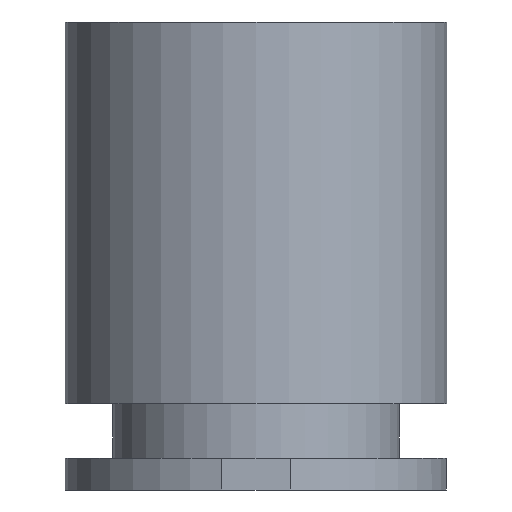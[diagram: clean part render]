
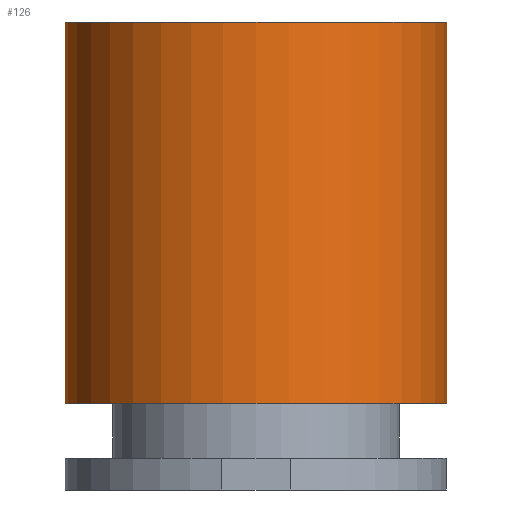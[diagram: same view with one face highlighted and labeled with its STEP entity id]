
A CAD part, front view. The second image highlights one B-rep face of the part: STEP entity #126.
In plain terms, the highlighted cylindrical face has radius 2.1 mm (diameter 4.2 mm), a partial arc.
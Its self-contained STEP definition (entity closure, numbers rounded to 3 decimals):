
#126 = ADVANCED_FACE ( 'NONE', ( #229 ), #1179, .T. ) ;
#133 = ORIENTED_EDGE ( 'NONE', *, *, #204, .F. ) ;
#185 = AXIS2_PLACEMENT_3D ( 'NONE', #834, #730, #483 ) ;
#204 = EDGE_CURVE ( 'NONE', #583, #1597, #1293, .T. ) ;
#229 = FACE_OUTER_BOUND ( 'NONE', #556, .T. ) ;
#237 = AXIS2_PLACEMENT_3D ( 'NONE', #1205, #565, #823 ) ;
#299 = CARTESIAN_POINT ( 'NONE',  ( 2.1, 0., 4.2 ) ) ;
#382 = ORIENTED_EDGE ( 'NONE', *, *, #784, .T. ) ;
#386 = VERTEX_POINT ( 'NONE', #1034 ) ;
#460 = CARTESIAN_POINT ( 'NONE',  ( 0., 0., 4.2 ) ) ;
#483 = DIRECTION ( 'NONE',  ( 1., 0., 0. ) ) ;
#492 = CIRCLE ( 'NONE', #185, 2.1 ) ;
#493 = DIRECTION ( 'NONE',  ( 0., 0., -1. ) ) ;
#556 = EDGE_LOOP ( 'NONE', ( #133, #1605, #1153, #382 ) ) ;
#565 = DIRECTION ( 'NONE',  ( 0., 0., -1. ) ) ;
#583 = VERTEX_POINT ( 'NONE', #299 ) ;
#712 = DIRECTION ( 'NONE',  ( 1., 0., 0. ) ) ;
#730 = DIRECTION ( 'NONE',  ( 0., 0., 1. ) ) ;
#784 = EDGE_CURVE ( 'NONE', #386, #1597, #492, .T. ) ;
#823 = DIRECTION ( 'NONE',  ( -1., 0., 0. ) ) ;
#830 = EDGE_CURVE ( 'NONE', #1151, #386, #1046, .T. ) ;
#834 = CARTESIAN_POINT ( 'NONE',  ( 0., 0., 0. ) ) ;
#900 = VECTOR ( 'NONE', #1228, 1000. ) ;
#971 = DIRECTION ( 'NONE',  ( 0., 0., 1. ) ) ;
#990 = AXIS2_PLACEMENT_3D ( 'NONE', #460, #971, #712 ) ;
#1034 = CARTESIAN_POINT ( 'NONE',  ( -2.1, 0., 0. ) ) ;
#1042 = CIRCLE ( 'NONE', #990, 2.1 ) ;
#1046 = LINE ( 'NONE', #1145, #1438 ) ;
#1069 = EDGE_CURVE ( 'NONE', #1151, #583, #1042, .T. ) ;
#1145 = CARTESIAN_POINT ( 'NONE',  ( -2.1, 0., 4.2 ) ) ;
#1151 = VERTEX_POINT ( 'NONE', #1616 ) ;
#1153 = ORIENTED_EDGE ( 'NONE', *, *, #830, .T. ) ;
#1179 = CYLINDRICAL_SURFACE ( 'NONE', #237, 2.1 ) ;
#1205 = CARTESIAN_POINT ( 'NONE',  ( 0., 0., 4.2 ) ) ;
#1209 = CARTESIAN_POINT ( 'NONE',  ( 2.1, 0., 0. ) ) ;
#1228 = DIRECTION ( 'NONE',  ( 0., 0., -1. ) ) ;
#1293 = LINE ( 'NONE', #1575, #900 ) ;
#1438 = VECTOR ( 'NONE', #493, 1000. ) ;
#1575 = CARTESIAN_POINT ( 'NONE',  ( 2.1, 0., 4.2 ) ) ;
#1597 = VERTEX_POINT ( 'NONE', #1209 ) ;
#1605 = ORIENTED_EDGE ( 'NONE', *, *, #1069, .F. ) ;
#1616 = CARTESIAN_POINT ( 'NONE',  ( -2.1, 0., 4.2 ) ) ;
